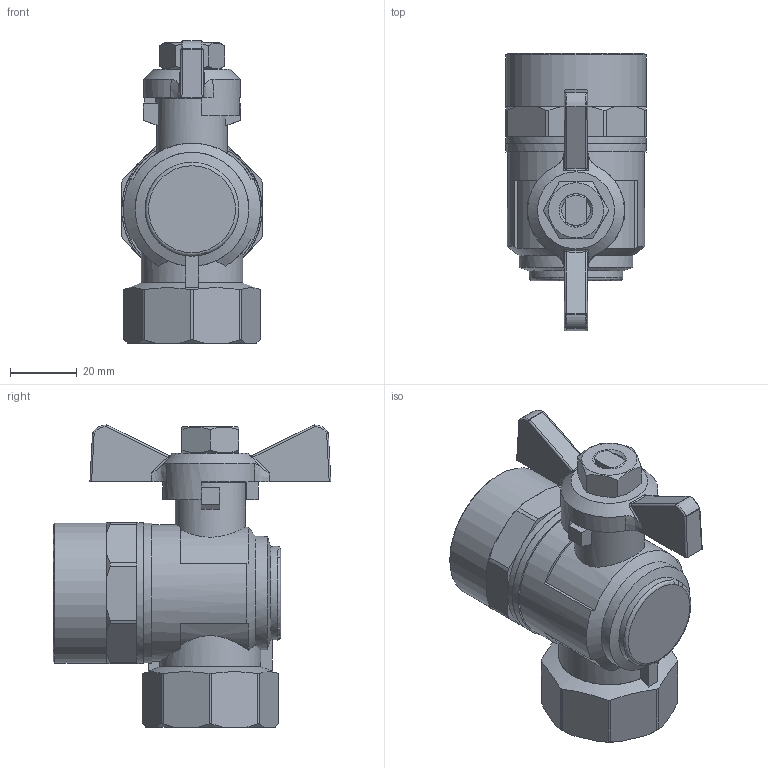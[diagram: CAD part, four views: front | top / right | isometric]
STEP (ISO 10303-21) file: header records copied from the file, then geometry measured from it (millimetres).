
FILE_DESCRIPTION(/* description */ ('Unknown'),/* implementation_level */ '2;1');
FILE_NAME(/* name */ '745-67_47',/* time_stamp */ '2022-07-25T12:16:17+02:00',/* author */ ('Unknown'),/* organization */ ('Unknown'),/* preprocessor_version */ 'ST-DEVELOPER v16.7',/* originating_system */ 'Solid Edge',/* authorisation */ 'Unknown');
FILE_SCHEMA (('AUTOMOTIVE_DESIGN {1 0 10303 214 3 1 1}'));
Length unit declared in the file: millimetre
Products named in the file (8): 745_67; 600-1-Mutter-fl.g.; Flügelgriff 1; 2.149.026; Einschraubteil_026; Körper; 600-1-spindel; 600-1-Stopfbuchse
Assembly tree (7 placements, depth 3):
  745_67
    600-1-Mutter-fl.g.
    Flügelgriff 1
    2.149.026
      Einschraubteil_026
      Körper
      600-1-spindel
      600-1-Stopfbuchse
Bounding box: 42 x 83 x 90.3 mm (x, y, z)
Volume: 61098 mm3; surface area: 35927.4 mm2
Topology: 6 solids, 6 shells, 253 faces, 648 edges, 413 vertices
Faces by surface type: plane 111, cylinder 73, cone 42, bspline 18, sphere 8, torus 1
Full cylindrical faces by diameter (mm): 8.5 x1, 8.9 x1, 12 x3, 12.5 x1, 14 x1, 14.5 x1, 16 x1, 16.376 x2, 18 x1, 20 x2, 21 x1, 22.5 x1, 28 x1, 30 x2, 30.291 x2, 32 x1, 34 x1, 37 x2, 41 x1, 41.91 x1, 42 x2
Entity records: 9977 total; most frequent: CARTESIAN_POINT 3052, DIRECTION 1158, ORIENTED_EDGE 1152, EDGE_CURVE 576, AXIS2_PLACEMENT_3D 472, VERTEX_POINT 389, EDGE_LOOP 323, FACE_BOUND 323
